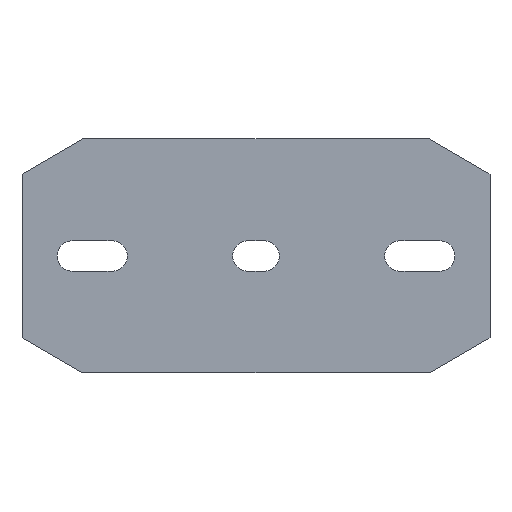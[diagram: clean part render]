
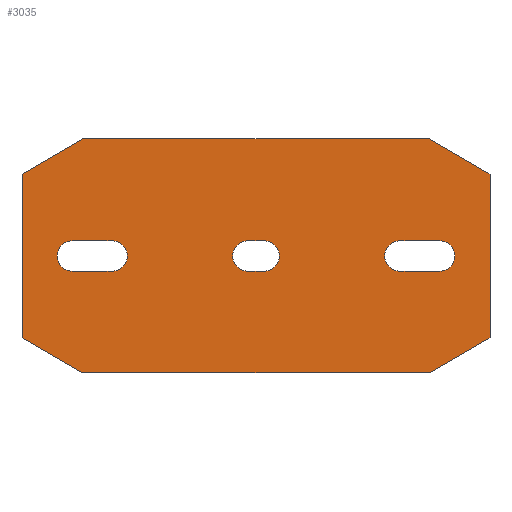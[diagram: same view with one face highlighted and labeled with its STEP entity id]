
A CAD part, front view. The second image highlights one B-rep face of the part: STEP entity #3035.
In plain terms, the highlighted planar face has unit normal (0, -1, 0).
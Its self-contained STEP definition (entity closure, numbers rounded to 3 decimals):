
#2=DIRECTION('',(-0.866,0.,0.5));
#3=VECTOR('',#2,30.);
#4=CARTESIAN_POINT('',(-74.019,0.,-50.));
#5=LINE('',#4,#3);
#6=DIRECTION('',(0.,0.,1.));
#7=VECTOR('',#6,70.);
#8=CARTESIAN_POINT('',(-100.,0.,-35.));
#9=LINE('',#8,#7);
#10=DIRECTION('',(0.866,0.,0.5));
#11=VECTOR('',#10,30.);
#12=CARTESIAN_POINT('',(-100.,0.,35.));
#13=LINE('',#12,#11);
#14=DIRECTION('',(1.,0.,0.));
#15=VECTOR('',#14,148.038);
#16=CARTESIAN_POINT('',(-74.019,0.,50.));
#17=LINE('',#16,#15);
#18=DIRECTION('',(0.866,0.,-0.5));
#19=VECTOR('',#18,30.);
#20=CARTESIAN_POINT('',(74.019,0.,50.));
#21=LINE('',#20,#19);
#22=DIRECTION('',(0.,0.,-1.));
#23=VECTOR('',#22,70.);
#24=CARTESIAN_POINT('',(100.,0.,35.));
#25=LINE('',#24,#23);
#26=DIRECTION('',(-0.866,0.,-0.5));
#27=VECTOR('',#26,30.);
#28=CARTESIAN_POINT('',(100.,0.,-35.));
#29=LINE('',#28,#27);
#30=DIRECTION('',(-1.,0.,0.));
#31=VECTOR('',#30,148.038);
#32=CARTESIAN_POINT('',(74.019,0.,-50.));
#33=LINE('',#32,#31);
#34=CARTESIAN_POINT('',(-78.5,0.,0.));
#35=DIRECTION('',(0.,1.,0.));
#36=DIRECTION('',(0.,0.,-1.));
#37=AXIS2_PLACEMENT_3D('',#34,#35,#36);
#39=DIRECTION('',(-1.,0.,0.));
#40=VECTOR('',#39,17.);
#41=CARTESIAN_POINT('',(-61.5,0.,-6.5));
#42=LINE('',#41,#40);
#43=CARTESIAN_POINT('',(-61.5,0.,0.));
#44=DIRECTION('',(0.,1.,0.));
#45=DIRECTION('',(0.,0.,1.));
#46=AXIS2_PLACEMENT_3D('',#43,#44,#45);
#48=DIRECTION('',(1.,0.,0.));
#49=VECTOR('',#48,17.);
#50=CARTESIAN_POINT('',(-78.5,0.,6.5));
#51=LINE('',#50,#49);
#52=CARTESIAN_POINT('',(78.5,0.,0.));
#53=DIRECTION('',(0.,-1.,0.));
#54=DIRECTION('',(0.,0.,-1.));
#55=AXIS2_PLACEMENT_3D('',#52,#53,#54);
#57=DIRECTION('',(-1.,0.,0.));
#58=VECTOR('',#57,17.);
#59=CARTESIAN_POINT('',(78.5,0.,6.5));
#60=LINE('',#59,#58);
#61=CARTESIAN_POINT('',(61.5,0.,0.));
#62=DIRECTION('',(0.,-1.,0.));
#63=DIRECTION('',(0.,0.,1.));
#64=AXIS2_PLACEMENT_3D('',#61,#62,#63);
#66=DIRECTION('',(1.,0.,0.));
#67=VECTOR('',#66,17.);
#68=CARTESIAN_POINT('',(61.5,0.,-6.5));
#69=LINE('',#68,#67);
#70=CARTESIAN_POINT('',(-3.5,0.,0.));
#71=DIRECTION('',(0.,1.,0.));
#72=DIRECTION('',(0.,0.,-1.));
#73=AXIS2_PLACEMENT_3D('',#70,#71,#72);
#75=DIRECTION('',(-1.,0.,0.));
#76=VECTOR('',#75,7.);
#77=CARTESIAN_POINT('',(3.5,0.,-6.5));
#78=LINE('',#77,#76);
#79=CARTESIAN_POINT('',(3.5,0.,0.));
#80=DIRECTION('',(0.,1.,0.));
#81=DIRECTION('',(0.,0.,1.));
#82=AXIS2_PLACEMENT_3D('',#79,#80,#81);
#84=DIRECTION('',(1.,0.,0.));
#85=VECTOR('',#84,7.);
#86=CARTESIAN_POINT('',(-3.5,0.,6.5));
#87=LINE('',#86,#85);
#2278=CARTESIAN_POINT('',(-74.019,0.,-50.));
#2279=CARTESIAN_POINT('',(-100.,0.,-35.));
#2280=VERTEX_POINT('',#2278);
#2281=VERTEX_POINT('',#2279);
#2282=CARTESIAN_POINT('',(-100.,0.,35.));
#2283=VERTEX_POINT('',#2282);
#2284=CARTESIAN_POINT('',(-74.019,0.,50.));
#2285=VERTEX_POINT('',#2284);
#2286=CARTESIAN_POINT('',(74.019,0.,50.));
#2287=VERTEX_POINT('',#2286);
#2288=CARTESIAN_POINT('',(100.,0.,35.));
#2289=VERTEX_POINT('',#2288);
#2290=CARTESIAN_POINT('',(100.,0.,-35.));
#2291=VERTEX_POINT('',#2290);
#2292=CARTESIAN_POINT('',(74.019,0.,-50.));
#2293=VERTEX_POINT('',#2292);
#2310=CARTESIAN_POINT('',(-78.5,0.,-6.5));
#2311=CARTESIAN_POINT('',(-78.5,0.,6.5));
#2312=VERTEX_POINT('',#2310);
#2313=VERTEX_POINT('',#2311);
#2314=CARTESIAN_POINT('',(-61.5,0.,6.5));
#2315=VERTEX_POINT('',#2314);
#2316=CARTESIAN_POINT('',(-61.5,0.,-6.5));
#2317=VERTEX_POINT('',#2316);
#2326=CARTESIAN_POINT('',(78.5,0.,-6.5));
#2327=CARTESIAN_POINT('',(78.5,0.,6.5));
#2328=VERTEX_POINT('',#2326);
#2329=VERTEX_POINT('',#2327);
#2330=CARTESIAN_POINT('',(61.5,0.,6.5));
#2331=VERTEX_POINT('',#2330);
#2332=CARTESIAN_POINT('',(61.5,0.,-6.5));
#2333=VERTEX_POINT('',#2332);
#2342=CARTESIAN_POINT('',(-3.5,0.,-6.5));
#2343=CARTESIAN_POINT('',(-3.5,0.,6.5));
#2344=VERTEX_POINT('',#2342);
#2345=VERTEX_POINT('',#2343);
#2346=CARTESIAN_POINT('',(3.5,0.,6.5));
#2347=VERTEX_POINT('',#2346);
#2348=CARTESIAN_POINT('',(3.5,0.,-6.5));
#2349=VERTEX_POINT('',#2348);
#2982=CARTESIAN_POINT('',(0.,0.,0.));
#2983=DIRECTION('',(0.,1.,0.));
#2984=DIRECTION('',(1.,0.,0.));
#2985=AXIS2_PLACEMENT_3D('',#2982,#2983,#2984);
#2986=PLANE('',#2985);
#2988=ORIENTED_EDGE('',*,*,#2987,.T.);
#2990=ORIENTED_EDGE('',*,*,#2989,.T.);
#2992=ORIENTED_EDGE('',*,*,#2991,.T.);
#2994=ORIENTED_EDGE('',*,*,#2993,.T.);
#2996=ORIENTED_EDGE('',*,*,#2995,.T.);
#2998=ORIENTED_EDGE('',*,*,#2997,.T.);
#3000=ORIENTED_EDGE('',*,*,#2999,.T.);
#3002=ORIENTED_EDGE('',*,*,#3001,.T.);
#3003=EDGE_LOOP('',(#2988,#2990,#2992,#2994,#2996,#2998,#3000,#3002));
#3004=FACE_OUTER_BOUND('',#3003,.F.);
#3006=ORIENTED_EDGE('',*,*,#3005,.F.);
#3008=ORIENTED_EDGE('',*,*,#3007,.F.);
#3010=ORIENTED_EDGE('',*,*,#3009,.F.);
#3012=ORIENTED_EDGE('',*,*,#3011,.F.);
#3013=EDGE_LOOP('',(#3006,#3008,#3010,#3012));
#3014=FACE_BOUND('',#3013,.F.);
#3016=ORIENTED_EDGE('',*,*,#3015,.T.);
#3018=ORIENTED_EDGE('',*,*,#3017,.T.);
#3020=ORIENTED_EDGE('',*,*,#3019,.T.);
#3022=ORIENTED_EDGE('',*,*,#3021,.T.);
#3023=EDGE_LOOP('',(#3016,#3018,#3020,#3022));
#3024=FACE_BOUND('',#3023,.F.);
#3026=ORIENTED_EDGE('',*,*,#3025,.F.);
#3028=ORIENTED_EDGE('',*,*,#3027,.F.);
#3030=ORIENTED_EDGE('',*,*,#3029,.F.);
#3032=ORIENTED_EDGE('',*,*,#3031,.F.);
#3033=EDGE_LOOP('',(#3026,#3028,#3030,#3032));
#3034=FACE_BOUND('',#3033,.F.);
#3035=ADVANCED_FACE('',(#3004,#3014,#3024,#3034),#2986,.F.);
#38=CIRCLE('',#37,6.5);
#47=CIRCLE('',#46,6.5);
#56=CIRCLE('',#55,6.5);
#65=CIRCLE('',#64,6.5);
#74=CIRCLE('',#73,6.5);
#83=CIRCLE('',#82,6.5);
#2987=EDGE_CURVE('',#2280,#2281,#5,.T.);
#2989=EDGE_CURVE('',#2281,#2283,#9,.T.);
#2991=EDGE_CURVE('',#2283,#2285,#13,.T.);
#2993=EDGE_CURVE('',#2285,#2287,#17,.T.);
#2995=EDGE_CURVE('',#2287,#2289,#21,.T.);
#2997=EDGE_CURVE('',#2289,#2291,#25,.T.);
#2999=EDGE_CURVE('',#2291,#2293,#29,.T.);
#3001=EDGE_CURVE('',#2293,#2280,#33,.T.);
#3005=EDGE_CURVE('',#2312,#2313,#38,.T.);
#3007=EDGE_CURVE('',#2317,#2312,#42,.T.);
#3009=EDGE_CURVE('',#2315,#2317,#47,.T.);
#3011=EDGE_CURVE('',#2313,#2315,#51,.T.);
#3015=EDGE_CURVE('',#2328,#2329,#56,.T.);
#3017=EDGE_CURVE('',#2329,#2331,#60,.T.);
#3019=EDGE_CURVE('',#2331,#2333,#65,.T.);
#3021=EDGE_CURVE('',#2333,#2328,#69,.T.);
#3025=EDGE_CURVE('',#2344,#2345,#74,.T.);
#3027=EDGE_CURVE('',#2349,#2344,#78,.T.);
#3029=EDGE_CURVE('',#2347,#2349,#83,.T.);
#3031=EDGE_CURVE('',#2345,#2347,#87,.T.);
